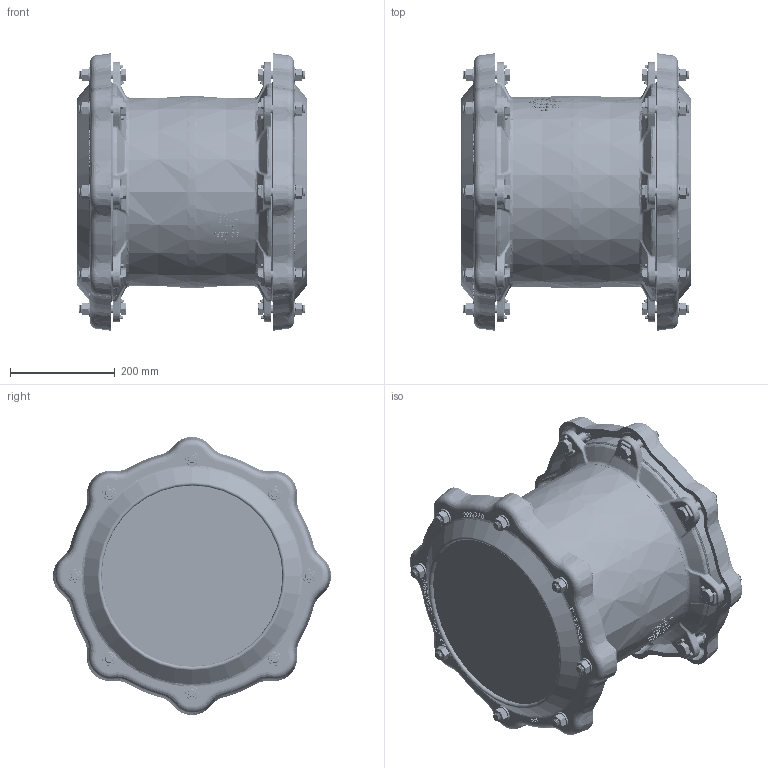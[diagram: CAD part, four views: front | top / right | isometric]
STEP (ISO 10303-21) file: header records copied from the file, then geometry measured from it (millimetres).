
FILE_DESCRIPTION (( 'STEP AP214' ), '1' );
FILE_NAME ('CONJUNTO_JM_GFIX_MED 300-340 .STEP', '2014-10-31T08:50:04', ( '' ), ( '' ), 'SwSTEP 2.0', 'SolidWorks 2014', '' );
FILE_SCHEMA (( 'AUTOMOTIVE_DESIGN' ));
Length unit declared in the file: millimetre
Products named in the file (1): CONJUNTO_JM_GFIX_MED 300-340 
Bounding box: 438.8 x 529.72 x 529.72 mm (x, y, z)
Volume: 51607350.4 mm3; surface area: 1459064.2 mm2
Topology: 1 solids, 1 shells, 6822 faces, 16194 edges, 9524 vertices
Faces by surface type: bspline 2142, cone 2102, plane 1158, cylinder 934, torus 294, sphere 192
Entity records: 323448 total; most frequent: CARTESIAN_POINT 136749, ORIENTED_EDGE 32324, DIRECTION 25354, EDGE_CURVE 16162, AXIS2_PLACEMENT_3D 10155, VERTEX_POINT 9524, EDGE_LOOP 7068, FACE_OUTER_BOUND 6822
